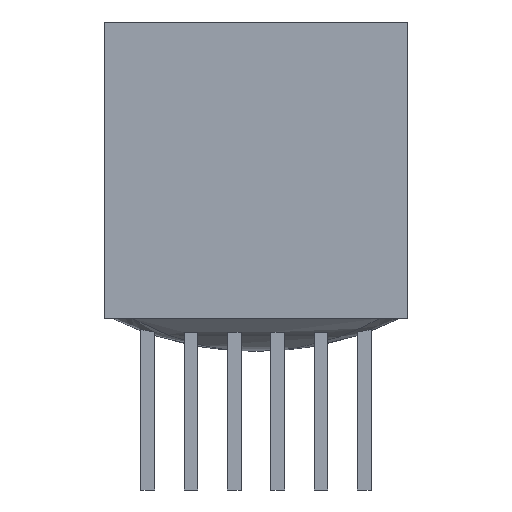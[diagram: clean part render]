
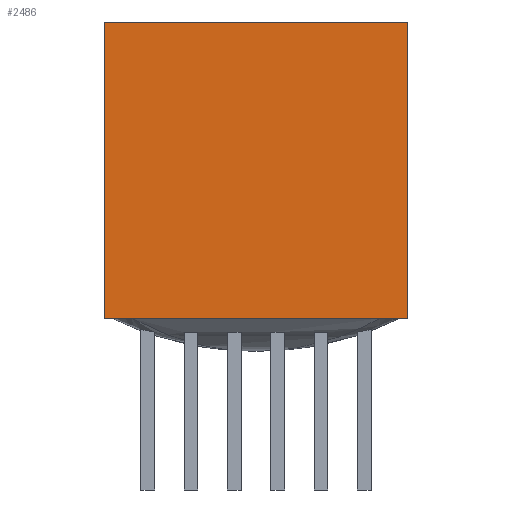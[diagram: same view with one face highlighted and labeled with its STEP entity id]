
A CAD part, front view. The second image highlights one B-rep face of the part: STEP entity #2486.
In plain terms, the highlighted planar face has unit normal (0, -1, 0).
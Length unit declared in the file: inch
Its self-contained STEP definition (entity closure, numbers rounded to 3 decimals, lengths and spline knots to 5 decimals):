
#501 = LINE ( 'NONE', #585, #3378 ) ;
#576 = DIRECTION ( 'NONE',  ( 0., 0., 1. ) ) ;
#585 = CARTESIAN_POINT ( 'NONE',  ( 0., 0., -0.001 ) ) ;
#652 = CARTESIAN_POINT ( 'NONE',  ( -0.0875, 0., 0.17 ) ) ;
#710 = CARTESIAN_POINT ( 'NONE',  ( -0.0875, 0., -0.001 ) ) ;
#848 = DIRECTION ( 'NONE',  ( -1., 0., 0. ) ) ;
#969 = VECTOR ( 'NONE', #2242, 39.37008 ) ;
#972 = DIRECTION ( 'NONE',  ( 1., 0., 0. ) ) ;
#1308 = VERTEX_POINT ( 'NONE', #2361 ) ;
#1355 = EDGE_CURVE ( 'NONE', #2110, #3128, #3848, .T. ) ;
#1357 = VERTEX_POINT ( 'NONE', #3172 ) ;
#1517 = LINE ( 'NONE', #4097, #3397 ) ;
#1530 = CARTESIAN_POINT ( 'NONE',  ( -0.0875, 0., -0.001 ) ) ;
#1692 = EDGE_LOOP ( 'NONE', ( #2115, #2093, #3513, #3992 ) ) ;
#1836 = DIRECTION ( 'NONE',  ( 0., 0., 1. ) ) ;
#1989 = AXIS2_PLACEMENT_3D ( 'NONE', #2057, #2835, #576 ) ;
#2057 = CARTESIAN_POINT ( 'NONE',  ( 0.0875, 0., 0. ) ) ;
#2093 = ORIENTED_EDGE ( 'NONE', *, *, #1355, .F. ) ;
#2101 = FACE_OUTER_BOUND ( 'NONE', #1692, .T. ) ;
#2110 = VERTEX_POINT ( 'NONE', #710 ) ;
#2115 = ORIENTED_EDGE ( 'NONE', *, *, #4818, .T. ) ;
#2122 = EDGE_CURVE ( 'NONE', #1357, #1308, #1517, .T. ) ;
#2202 = VECTOR ( 'NONE', #848, 39.37008 ) ;
#2242 = DIRECTION ( 'NONE',  ( 0., 0., 1. ) ) ;
#2361 = CARTESIAN_POINT ( 'NONE',  ( 0.0875, 0., 0.17 ) ) ;
#2444 = LINE ( 'NONE', #3477, #2202 ) ;
#2486 = ADVANCED_FACE ( 'NONE', ( #2101 ), #4322, .F. ) ;
#2835 = DIRECTION ( 'NONE',  ( 0., 1., 0. ) ) ;
#3128 = VERTEX_POINT ( 'NONE', #652 ) ;
#3172 = CARTESIAN_POINT ( 'NONE',  ( 0.0875, 0., -0.001 ) ) ;
#3378 = VECTOR ( 'NONE', #972, 39.37008 ) ;
#3397 = VECTOR ( 'NONE', #1836, 39.37008 ) ;
#3477 = CARTESIAN_POINT ( 'NONE',  ( 0.0875, 0., 0.17 ) ) ;
#3513 = ORIENTED_EDGE ( 'NONE', *, *, #4468, .T. ) ;
#3848 = LINE ( 'NONE', #1530, #969 ) ;
#3992 = ORIENTED_EDGE ( 'NONE', *, *, #2122, .T. ) ;
#4097 = CARTESIAN_POINT ( 'NONE',  ( 0.0875, 0., -0.001 ) ) ;
#4322 = PLANE ( 'NONE',  #1989 ) ;
#4468 = EDGE_CURVE ( 'NONE', #2110, #1357, #501, .T. ) ;
#4818 = EDGE_CURVE ( 'NONE', #1308, #3128, #2444, .T. ) ;
